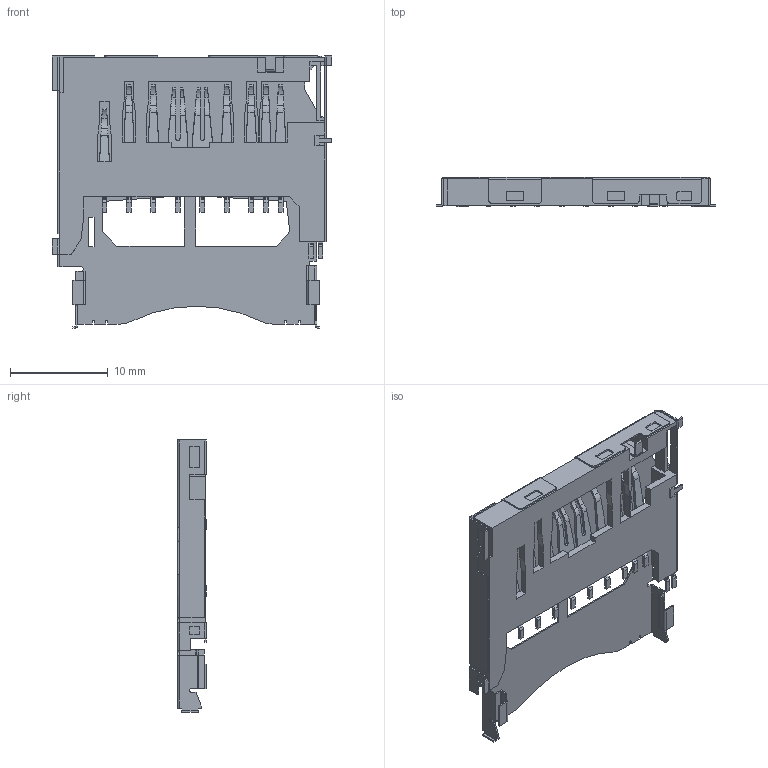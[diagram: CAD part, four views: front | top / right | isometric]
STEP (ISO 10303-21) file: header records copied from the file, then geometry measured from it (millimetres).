
FILE_DESCRIPTION (( 'STEP AP214' ), '1' );
FILE_NAME ('503500-0991.STEP', '2019-04-05T09:05:16', ( '' ), ( '' ), 'SwSTEP 2.0', 'SolidWorks 2017', '' );
FILE_SCHEMA (( 'AUTOMOTIVE_DESIGN' ));
Length unit declared in the file: millimetre
Products named in the file (1): 503500-0991
Bounding box: 28.6 x 2.95 x 27.8 mm (x, y, z)
Volume: 518.1 mm3; surface area: 2771.4 mm2
Topology: 27 solids, 27 shells, 744 faces, 2074 edges, 1375 vertices
Faces by surface type: plane 540, cylinder 204
Entity records: 23816 total; most frequent: CARTESIAN_POINT 4663, ORIENTED_EDGE 4148, DIRECTION 3618, EDGE_CURVE 2074, VECTOR 1530, LINE 1530, VERTEX_POINT 1375, AXIS2_PLACEMENT_3D 1044
